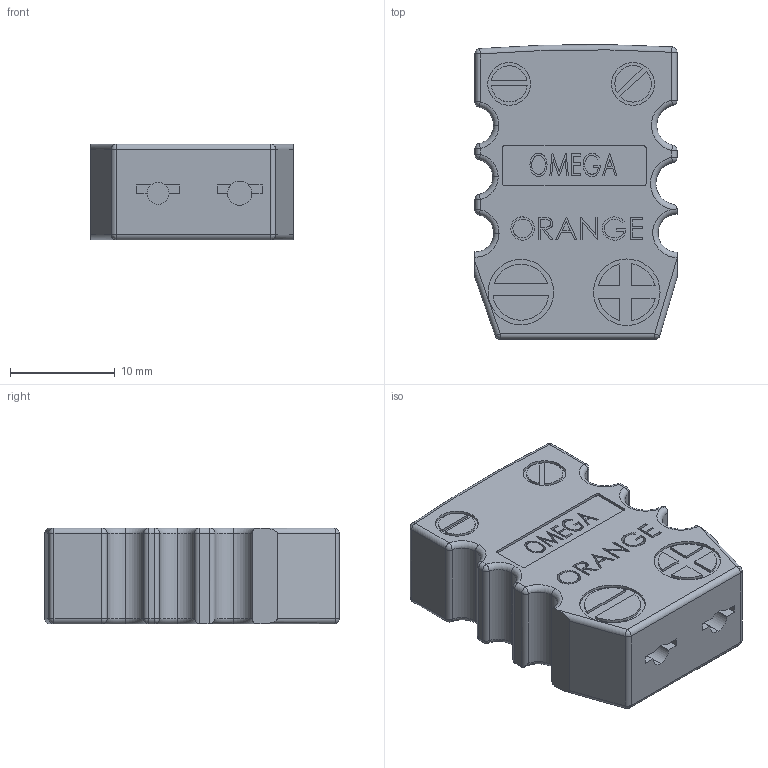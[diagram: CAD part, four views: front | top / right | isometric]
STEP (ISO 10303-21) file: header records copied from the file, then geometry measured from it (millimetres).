
FILE_DESCRIPTION (( 'STEP AP203' ), '1' );
FILE_NAME ('A0381-7-CN.STEP', '2013-11-06T14:04:01', ( '' ), ( '' ), 'SwSTEP 2.0', 'SolidWorks 2012', '' );
FILE_SCHEMA (( 'CONFIG_CONTROL_DESIGN' ));
Length unit declared in the file: inch
Products named in the file (1): A0381-7-CN
Bounding box: 19.3 x 28.14 x 9.14 mm (x, y, z)
Volume: 4433.7 mm3; surface area: 2341.9 mm2
Topology: 1 solids, 1 shells, 314 faces, 769 edges, 486 vertices
Faces by surface type: plane 168, cylinder 65, bspline 39, sphere 22, torus 20
Entity records: 12002 total; most frequent: CARTESIAN_POINT 4692, ORIENTED_EDGE 1530, DIRECTION 1411, EDGE_CURVE 765, LINE 493, VECTOR 493, VERTEX_POINT 486, AXIS2_PLACEMENT_3D 459
